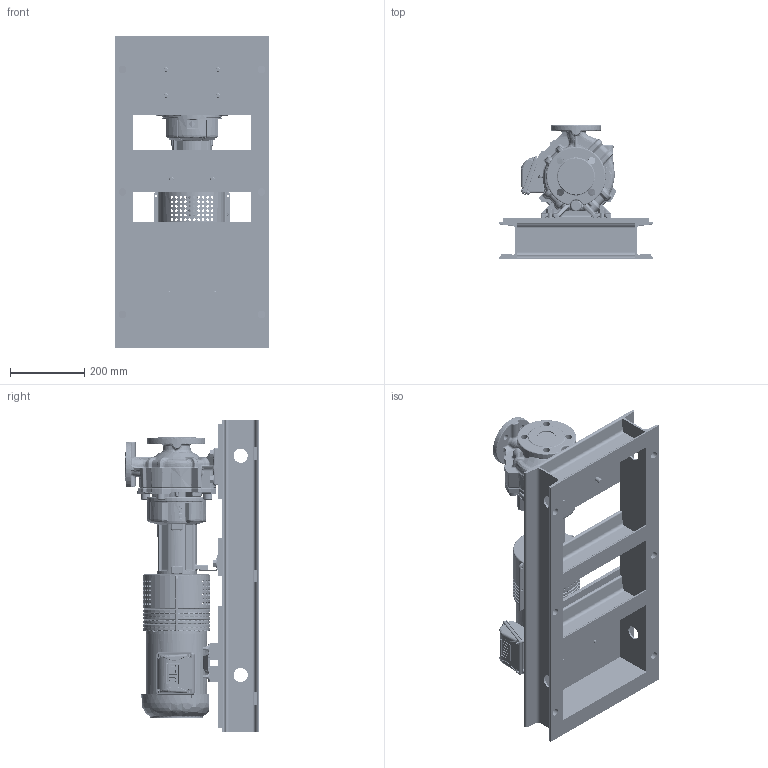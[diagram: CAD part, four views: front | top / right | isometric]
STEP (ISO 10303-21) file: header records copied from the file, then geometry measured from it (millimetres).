
FILE_DESCRIPTION (( 'STEP AP203' ), '1' );
FILE_NAME ('3325179 - NL-HE 2x1.25x5-0.75-56-460-4-TEFC.step', '2020-12-22T21:09:51', ( '' ), ( '' ), 'SwSTEP 2.0', 'SolidWorks 2020', '' );
FILE_SCHEMA (( 'CONFIG_CONTROL_DESIGN' ));
Length unit declared in the file: inch
Products named in the file (24): 10# C CHANNEL[stp]_####### - 10# x 33in; 3314460 - 5_16in x 0.688in OD ZINC STEEL FLAT WASHER[stp]_90850A150; CONF - STUD - [5_16in-18][stp]_3311395 - 5_16in-18 GR.A MGLV STD 2.25in .75inA .50inB; 4107249 - 1_2COUPLING GUARD-PP-SG.25[stp]; 3313597 - NEMA H4 0.75HP 56 3~208-230_460 TEFC[stp]; COUPLING GRD[stp]_3323307 CUT; 3322658 - 1_2in x 1.062in OD ZINC STEEL FLAT WASHER[stp]_91860A033; BASE 10#[stp]_3322634 - NL-HE RAW BASE #1-56, 143_5T; 4 POLE[stp]_3313597 - NEMA H4 0.75HP 56 3~208-230_460 TEFC; 10# C CHANNEL[stp]_####### - 10# x 12.5in; 9149642 - Atmos GIGA-N 2x1.25x5-D-L4; MOT PLATE[stp]_MOT PLATE #1; CONF - BOLT - [1_2in-13][stp]_3323258 - 1_2in-13 x 1.5in A307 HD GALV HEX BOLT; BASE 10# ASSY[stp]_3322733 - NL-HE BASE #1 - BASEKIT 4; 3325179 - NL-HE 2x1.25x5-0.75-56-460-4-TEFC; DRILLING[stp]_3322945 - NL-HE BASE #1 DRILLED - 4; CONF - BOLT - [1_2in-13][stp]_3323256 - 1_2in-13 x 1in (FT) A307 HD GALV HEX BOLT; NL-HE MOT RISER[stp]_3322548 - NL-HE MOT RISER #1B [1.75 x 1.75 x 0.88]; 10# ANGLE WASHER[stp]; BBRCKT PLATE[stp]_B.B PLATE #1; 3314461 - 5_16in-18 ZINC GRADE 5 HEX NUT[stp]_95462A030; PE PLATE[stp]_P.E PLATE #1
Assembly tree (51 placements, depth 4):
  3325179 - NL-HE 2x1.25x5-0.75-56-460-4-TEFC
    9149642 - Atmos GIGA-N 2x1.25x5-D-L4
    4 POLE[stp]_3313597 - NEMA H4 0.75HP 56 3~208-230_460 TEFC
      3313597 - NEMA H4 0.75HP 56 3~208-230_460 TEFC[stp]
    BASE 10# ASSY[stp]_3322733 - NL-HE BASE #1 - BASEKIT 4
      BASE 10#[stp]_3322634 - NL-HE RAW BASE #1-56, 143_5T
        10# C CHANNEL[stp]_####### - 10# x 33in
        10# C CHANNEL[stp]_####### - 10# x 12.5in  x4
        PE PLATE[stp]_P.E PLATE #1
        BBRCKT PLATE[stp]_B.B PLATE #1
        MOT PLATE[stp]_MOT PLATE #1
        10# C CHANNEL[stp]_####### - 10# x 33in
        10# ANGLE WASHER[stp]  x6
      NL-HE MOT RISER[stp]_3322548 - NL-HE MOT RISER #1B [1.75 x 1.75 x 0.88]  x4
      CONF - BOLT - [1_2in-13][stp]_3323258 - 1_2in-13 x 1.5in A307 HD GALV HEX BOLT  x4
      3322658 - 1_2in x 1.062in OD ZINC STEEL FLAT WASHER[stp]_91860A033  x6
      CONF - BOLT - [1_2in-13][stp]_3323256 - 1_2in-13 x 1in (FT) A307 HD GALV HEX BOLT  x2
      CONF - STUD - [5_16in-18][stp]_3311395 - 5_16in-18 GR.A MGLV STD 2.25in .75inA .50inB  x4
      3314460 - 5_16in x 0.688in OD ZINC STEEL FLAT WASHER[stp]_90850A150  x4
      3314461 - 5_16in-18 ZINC GRADE 5 HEX NUT[stp]_95462A030  x4
    COUPLING GRD[stp]_3323307 CUT
      4107249 - 1_2COUPLING GUARD-PP-SG.25[stp]
      4107249 - 1_2COUPLING GUARD-PP-SG.25[stp]
  DRILLING[stp]_3322945 - NL-HE BASE #1 DRILLED - 4
Bounding box: 413.5 x 362.01 x 838.2 mm (x, y, z)
Volume: 19177304.7 mm3; surface area: 2688397.3 mm2
Topology: 61 solids, 61 shells, 6097 faces, 14972 edges, 8999 vertices
Faces by surface type: bspline 2309, cylinder 1702, plane 1295, cone 719, sphere 64, torus 8
Entity records: 440332 total; most frequent: CARTESIAN_POINT 323199, ORIENTED_EDGE 28306, DIRECTION 17250, EDGE_CURVE 14153, VERTEX_POINT 8551, AXIS2_PLACEMENT_3D 6682, EDGE_LOOP 6252, B_SPLINE_CURVE_WITH_KNOTS 6002
